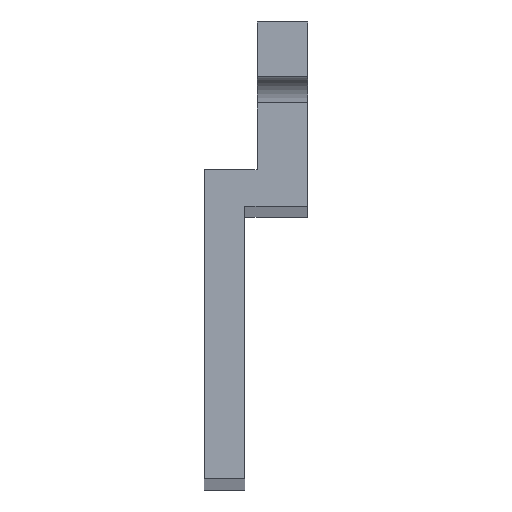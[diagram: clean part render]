
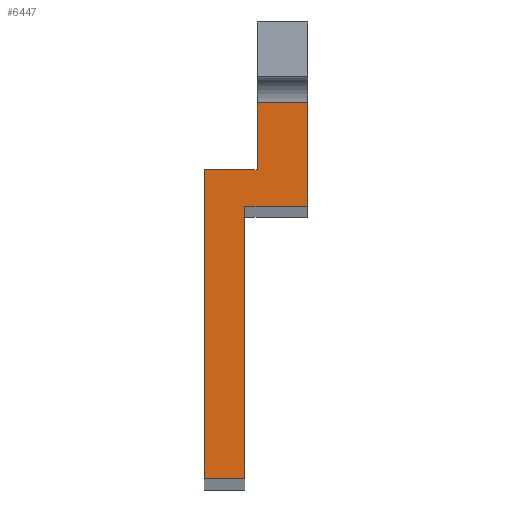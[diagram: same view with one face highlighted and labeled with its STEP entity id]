
A CAD part, top view. The second image highlights one B-rep face of the part: STEP entity #6447.
In plain terms, the highlighted planar face has unit normal (0, 0, 1).
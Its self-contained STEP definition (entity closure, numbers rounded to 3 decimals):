
#1521=FACE_OUTER_BOUND($,#1971,.T.);
#1971=EDGE_LOOP($,(#5973,#5974,#5975,#5976,#5977,#5978,#5979,#5980));
#2113=LINE($,#10064,#2337);
#2116=LINE($,#10069,#2340);
#2120=LINE($,#10327,#2344);
#2245=LINE($,#11074,#2469);
#2310=LINE($,#11453,#2534);
#2312=LINE($,#11458,#2536);
#2314=LINE($,#11461,#2538);
#2320=LINE($,#11473,#2544);
#2337=VECTOR($,#7930,13.5);
#2340=VECTOR($,#7935,3.1);
#2344=VECTOR($,#8191,5.1);
#2469=VECTOR($,#9062,2.);
#2534=VECTOR($,#9503,2.5);
#2536=VECTOR($,#9507,2.6);
#2538=VECTOR($,#9511,3.3);
#2544=VECTOR($,#9525,15.3);
#2807=VERTEX_POINT($,#10061);
#2808=VERTEX_POINT($,#10063);
#2809=VERTEX_POINT($,#10067);
#2937=VERTEX_POINT($,#10325);
#3186=VERTEX_POINT($,#11073);
#3312=VERTEX_POINT($,#11451);
#3313=VERTEX_POINT($,#11455);
#3314=VERTEX_POINT($,#11457);
#3583=EDGE_CURVE($,#2807,#2808,#2113,.T.);
#3586=EDGE_CURVE($,#2809,#2807,#2116,.T.);
#3715=EDGE_CURVE($,#2937,#2809,#2120,.T.);
#4088=EDGE_CURVE($,#2808,#3186,#2245,.T.);
#4278=EDGE_CURVE($,#3312,#2937,#2310,.T.);
#4280=EDGE_CURVE($,#3313,#3314,#2312,.T.);
#4282=EDGE_CURVE($,#3314,#3312,#2314,.T.);
#4288=EDGE_CURVE($,#3186,#3313,#2320,.T.);
#5973=ORIENTED_EDGE($,*,*,#3715,.F.);
#5974=ORIENTED_EDGE($,*,*,#4278,.F.);
#5975=ORIENTED_EDGE($,*,*,#4282,.F.);
#5976=ORIENTED_EDGE($,*,*,#4280,.F.);
#5977=ORIENTED_EDGE($,*,*,#4288,.F.);
#5978=ORIENTED_EDGE($,*,*,#4088,.F.);
#5979=ORIENTED_EDGE($,*,*,#3583,.F.);
#5980=ORIENTED_EDGE($,*,*,#3586,.F.);
#6245=PLANE($,#7400);
#6447=ADVANCED_FACE($,(#1521),#6245,.F.);
#7400=AXIS2_PLACEMENT_3D($,#11472,#9523,#9524);
#7930=DIRECTION($,(0.,-1.,0.));
#7935=DIRECTION($,(-1.,0.,0.));
#8191=DIRECTION($,(0.,-1.,0.));
#9062=DIRECTION($,(-1.,0.,0.));
#9503=DIRECTION($,(1.,0.,0.));
#9507=DIRECTION($,(1.,0.,0.));
#9511=DIRECTION($,(0.,1.,0.));
#9523=DIRECTION('center_axis',(0.,0.,-1.));
#9524=DIRECTION('ref_axis',(-1.,0.,0.));
#9525=DIRECTION($,(0.,1.,0.));
#10061=CARTESIAN_POINT('',(-0.55,2.2,210.86));
#10063=CARTESIAN_POINT('',(-0.55,-11.3,210.86));
#10064=CARTESIAN_POINT($,(-0.55,2.2,210.86));
#10067=CARTESIAN_POINT('',(2.55,2.2,210.86));
#10069=CARTESIAN_POINT($,(2.55,2.2,210.86));
#10325=CARTESIAN_POINT('',(2.55,7.3,210.86));
#10327=CARTESIAN_POINT($,(2.55,7.3,210.86));
#11073=CARTESIAN_POINT('',(-2.55,-11.3,210.86));
#11074=CARTESIAN_POINT($,(-0.55,-11.3,210.86));
#11451=CARTESIAN_POINT('',(0.05,7.3,210.86));
#11453=CARTESIAN_POINT($,(0.05,7.3,210.86));
#11455=CARTESIAN_POINT('',(-2.55,4.,210.86));
#11457=CARTESIAN_POINT('',(0.05,4.,210.86));
#11458=CARTESIAN_POINT($,(-2.55,4.,210.86));
#11461=CARTESIAN_POINT($,(0.05,4.,210.86));
#11472=CARTESIAN_POINT('Origin',(0.,-2.,210.86));
#11473=CARTESIAN_POINT($,(-2.55,-11.3,210.86));
